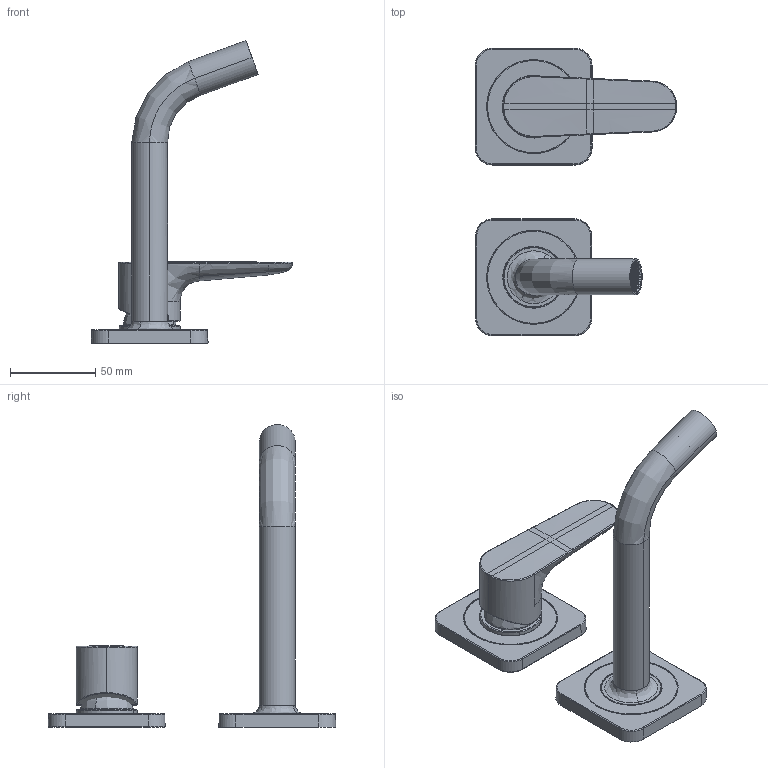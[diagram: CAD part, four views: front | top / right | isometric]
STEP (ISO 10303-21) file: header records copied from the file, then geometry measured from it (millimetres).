
FILE_DESCRIPTION(('CAx-IF Rec.Pracs.---Model Styling and Organization---1.2---2011-12-15','CAx-IF Rec.Pracs.---Geometric and Assembly Validation Properties---4.1---2014-06-16','CAx-IF Rec.Pracs.---PMI Polyline Presentation---2.0---2013-05-24'),'2;1');
FILE_NAME('1000073627_PPR_000.stp','2019-01-08T10:08:50+01:00',(''),(''),'STEP Interface 4.1 by CT CoreTechnologie','3D_Evolution4.1 by CT CoreTechnologie','');
FILE_SCHEMA(('AP203_CONFIGURATION_CONTROLLED_3D_DESIGN_OF_MECHANICAL_PARTS_AND_ASSEMBLIES_MIM_LF'));
Length unit declared in the file: millimetre
Products named in the file (14): P_2 2L WTA- WM Citterio Basic Rosettenv. 1000073627_PPR_000_A1; P_2 Abdeckrosette Ausl 2L_WTA_Citterio 1000073642_PPA_000_A0; P_2 Spannmutter  M25   2L_WTA_WM 1000073644_PPA_000_A0; P_2 Rosette WTM Citterio Basic 1000073645_PPA_000_A0; P_2 Abdeckrosette 2L Citt Basic 1000073646_PPA_000_A0; P_2 Griff 2L WM Citterio Basic 1000073647_PPA_000_A0; HG Griffstopfen 1000024783_PPA_000_A1; P_2 Auslauf kpl 160 WTA_WM Citterio 1000127601_PPR_000_A0; P_2 Auslauf 160 WTA_WM Citterio 1000127600_PPA_000_A0; P_2 Befestigungsteil Wand Citterio 1000106697_PPA_000_A0; P_2 Perlatorsitz_Citterio 1000106685_PPA_000_A0; Gewindestift DIN914-M4x5-A1 1000003997_PPA_000_A0; SR_CA-M16,5x1_HC_1,5gpm-air_gruen-weiss 1000041852_PPR_000_A0; SR_CA-M16,5x1_HC_1,5gpm-air_gruen-weiss 1000041853_PPA_000_A0
Assembly tree (13 placements, depth 3):
  P_2 2L WTA- WM Citterio Basic Rosettenv. 1000073627_PPR_000_A1
    P_2 Abdeckrosette Ausl 2L_WTA_Citterio 1000073642_PPA_000_A0
    P_2 Spannmutter  M25   2L_WTA_WM 1000073644_PPA_000_A0
    P_2 Rosette WTM Citterio Basic 1000073645_PPA_000_A0
    P_2 Abdeckrosette 2L Citt Basic 1000073646_PPA_000_A0
    P_2 Griff 2L WM Citterio Basic 1000073647_PPA_000_A0
    HG Griffstopfen 1000024783_PPA_000_A1
    P_2 Auslauf kpl 160 WTA_WM Citterio 1000127601_PPR_000_A0
      P_2 Auslauf 160 WTA_WM Citterio 1000127600_PPA_000_A0
      P_2 Befestigungsteil Wand Citterio 1000106697_PPA_000_A0
      P_2 Perlatorsitz_Citterio 1000106685_PPA_000_A0
    Gewindestift DIN914-M4x5-A1 1000003997_PPA_000_A0
    SR_CA-M16,5x1_HC_1,5gpm-air_gruen-weiss 1000041852_PPR_000_A0
      SR_CA-M16,5x1_HC_1,5gpm-air_gruen-weiss 1000041853_PPA_000_A0
Bounding box: 118.13 x 168.49 x 177.37 mm (x, y, z)
Volume: 196259.2 mm3; surface area: 60038.9 mm2
Topology: 12 solids, 12 shells, 857 faces, 2149 edges, 1383 vertices
Faces by surface type: plane 591, bspline 164, cylinder 102
Entity records: 45235 total; most frequent: CARTESIAN_POINT 14817, ORIENTED_EDGE 4292, DIRECTION 4016, EDGE_CURVE 2146, VECTOR 1566, LINE 1566, VERTEX_POINT 1383, AXIS2_PLACEMENT_3D 1225
